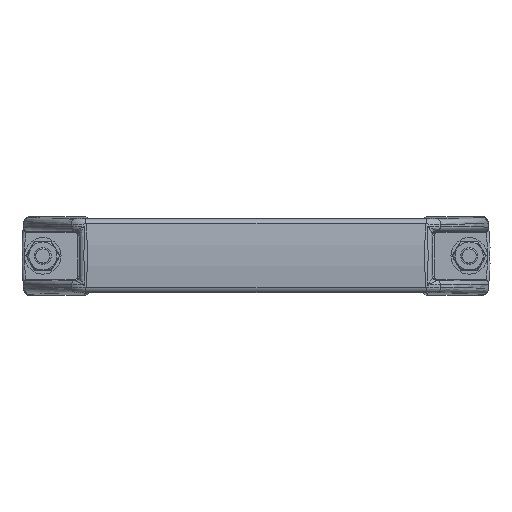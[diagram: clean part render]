
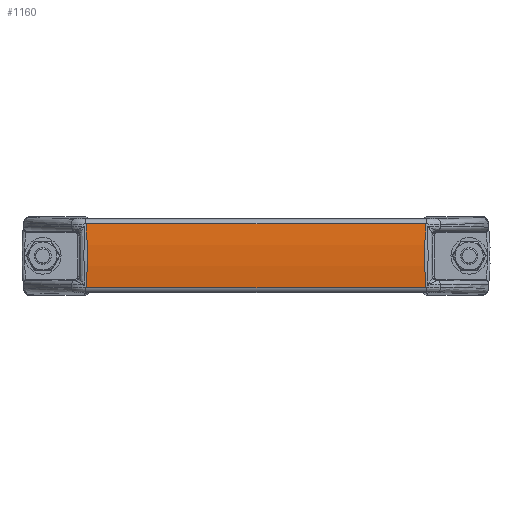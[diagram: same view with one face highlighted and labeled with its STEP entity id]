
A CAD part, top view. The second image highlights one B-rep face of the part: STEP entity #1160.
In plain terms, the highlighted cylindrical face has radius 100 mm (diameter 200 mm), a partial arc.
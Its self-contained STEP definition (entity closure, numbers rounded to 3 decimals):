
#1160=ADVANCED_FACE('',(#1526),#1527,.T.);
#1526=FACE_OUTER_BOUND('',#3328,.T.);
#1527=CYLINDRICAL_SURFACE('',#3329,100.0);
#3328=EDGE_LOOP('',(#4581,#4582,#4583,#4584));
#3329=AXIS2_PLACEMENT_3D('',#4585,#4586,#4587);
#4581=ORIENTED_EDGE('',*,*,#5070,.T.);
#4582=ORIENTED_EDGE('',*,*,#5041,.T.);
#4583=ORIENTED_EDGE('',*,*,#5095,.T.);
#4584=ORIENTED_EDGE('',*,*,#5148,.T.);
#4585=CARTESIAN_POINT('',(-83.5,-46.5,0.));
#4586=DIRECTION('',(1.0,0.0,0.0));
#4587=DIRECTION('',(0.0,0.0,-1.0));
#5041=EDGE_CURVE('',#5595,#5550,#5597,.T.);
#5070=EDGE_CURVE('',#5556,#5595,#5636,.T.);
#5095=EDGE_CURVE('',#5550,#5546,#5667,.T.);
#5148=EDGE_CURVE('',#5546,#5556,#5758,.F.);
#5546=VERTEX_POINT('',#7035);
#5550=VERTEX_POINT('',#7061);
#5556=VERTEX_POINT('',#7095);
#5595=VERTEX_POINT('',#7235);
#5597=LINE('',#7237,#7238);
#5636=B_SPLINE_CURVE_WITH_KNOTS('',3,(#7421,#7422,#7423,#7424,#7425,#7426,#7427,#7428,#7429,#7430,#7431,#7432,#7433,#7434,#7435,#7436,#7437,#7438,#7439,#7440,#7441,#7442,#7443),.UNSPECIFIED.,.F.,.F.,(4,1,1,1,1,1,1,1,1,1,1,1,1,1,1,1,1,1,1,1,4),(0.0,0.039,0.078,0.117,0.155,0.194,0.232,0.271,0.309,0.347,0.385,0.423,0.461,0.499,0.57,0.641,0.712,0.783,0.855,0.927,1.0),.UNSPECIFIED.);
#5667=B_SPLINE_CURVE_WITH_KNOTS('',3,(#7577,#7578,#7579,#7580,#7581,#7582,#7583,#7584,#7585,#7586,#7587,#7588,#7589,#7590,#7591,#7592,#7593,#7594,#7595,#7596,#7597,#7598,#7599),.UNSPECIFIED.,.F.,.F.,(4,1,1,1,1,1,1,1,1,1,1,1,1,1,1,1,1,1,1,1,4),(0.0,0.039,0.078,0.117,0.156,0.194,0.233,0.271,0.31,0.348,0.386,0.424,0.462,0.5,0.57,0.641,0.712,0.784,0.855,0.928,1.0),.UNSPECIFIED.);
#5758=LINE('',#7735,#7736);
#7035=CARTESIAN_POINT('',(60.633,52.855,-11.339));
#7061=CARTESIAN_POINT('',(60.633,52.855,11.339));
#7095=CARTESIAN_POINT('',(-60.633,52.855,-11.339));
#7235=CARTESIAN_POINT('',(-60.633,52.855,11.339));
#7237=CARTESIAN_POINT('',(-83.5,52.855,11.339));
#7238=VECTOR('',#8114,1.0);
#7421=CARTESIAN_POINT('',(-60.633,52.855,-11.339));
#7422=CARTESIAN_POINT('',(-60.605,52.888,-11.046));
#7423=CARTESIAN_POINT('',(-60.549,52.953,-10.461));
#7424=CARTESIAN_POINT('',(-60.473,53.041,-9.583));
#7425=CARTESIAN_POINT('',(-60.404,53.122,-8.706));
#7426=CARTESIAN_POINT('',(-60.341,53.194,-7.831));
#7427=CARTESIAN_POINT('',(-60.285,53.259,-6.957));
#7428=CARTESIAN_POINT('',(-60.236,53.316,-6.084));
#7429=CARTESIAN_POINT('',(-60.193,53.365,-5.213));
#7430=CARTESIAN_POINT('',(-60.156,53.407,-4.343));
#7431=CARTESIAN_POINT('',(-60.126,53.441,-3.475));
#7432=CARTESIAN_POINT('',(-60.103,53.467,-2.608));
#7433=CARTESIAN_POINT('',(-60.087,53.486,-1.743));
#7434=CARTESIAN_POINT('',(-60.077,53.497,-0.88));
#7435=CARTESIAN_POINT('',(-60.072,53.502,0.23));
#7436=CARTESIAN_POINT('',(-60.082,53.492,1.59));
#7437=CARTESIAN_POINT('',(-60.116,53.453,3.202));
#7438=CARTESIAN_POINT('',(-60.173,53.388,4.821));
#7439=CARTESIAN_POINT('',(-60.252,53.297,6.444));
#7440=CARTESIAN_POINT('',(-60.356,53.178,8.073));
#7441=CARTESIAN_POINT('',(-60.48,53.034,9.706));
#7442=CARTESIAN_POINT('',(-60.582,52.915,10.793));
#7443=CARTESIAN_POINT('',(-60.633,52.855,11.339));
#7577=CARTESIAN_POINT('',(60.633,52.855,11.339));
#7578=CARTESIAN_POINT('',(60.605,52.888,11.045));
#7579=CARTESIAN_POINT('',(60.549,52.953,10.459));
#7580=CARTESIAN_POINT('',(60.473,53.041,9.58));
#7581=CARTESIAN_POINT('',(60.404,53.122,8.702));
#7582=CARTESIAN_POINT('',(60.341,53.195,7.825));
#7583=CARTESIAN_POINT('',(60.285,53.26,6.95));
#7584=CARTESIAN_POINT('',(60.235,53.317,6.076));
#7585=CARTESIAN_POINT('',(60.192,53.366,5.203));
#7586=CARTESIAN_POINT('',(60.156,53.407,4.332));
#7587=CARTESIAN_POINT('',(60.126,53.441,3.462));
#7588=CARTESIAN_POINT('',(60.103,53.468,2.594));
#7589=CARTESIAN_POINT('',(60.086,53.486,1.728));
#7590=CARTESIAN_POINT('',(60.076,53.498,0.863));
#7591=CARTESIAN_POINT('',(60.072,53.502,-0.247));
#7592=CARTESIAN_POINT('',(60.082,53.491,-1.606));
#7593=CARTESIAN_POINT('',(60.116,53.453,-3.216));
#7594=CARTESIAN_POINT('',(60.173,53.388,-4.831));
#7595=CARTESIAN_POINT('',(60.253,53.296,-6.452));
#7596=CARTESIAN_POINT('',(60.356,53.177,-8.078));
#7597=CARTESIAN_POINT('',(60.48,53.033,-9.708));
#7598=CARTESIAN_POINT('',(60.582,52.915,-10.794));
#7599=CARTESIAN_POINT('',(60.633,52.855,-11.339));
#7735=CARTESIAN_POINT('',(-83.5,52.855,-11.339));
#7736=VECTOR('',#8282,1.0);
#8114=DIRECTION('',(1.0,0.0,0.0));
#8282=DIRECTION('',(1.0,0.0,0.0));
